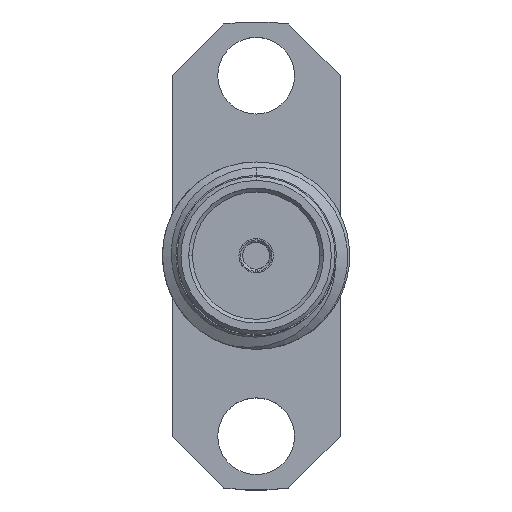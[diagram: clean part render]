
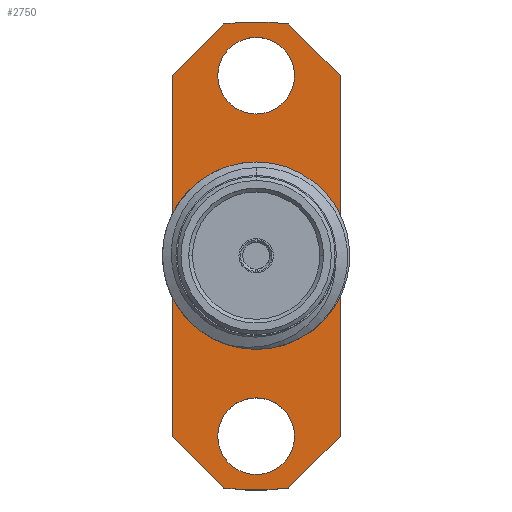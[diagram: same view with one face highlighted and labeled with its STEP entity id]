
A CAD part, top view. The second image highlights one B-rep face of the part: STEP entity #2750.
In plain terms, the highlighted planar face has unit normal (0, 0, 1).
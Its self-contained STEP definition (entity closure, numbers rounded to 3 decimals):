
#85 = CARTESIAN_POINT ( 'NONE',  ( -1.096, -7.864, 0. ) ) ;
#104 = DIRECTION ( 'NONE',  ( 0., 0., 1. ) ) ;
#124 = EDGE_CURVE ( 'NONE', #3624, #183, #1440, .T. ) ;
#150 = AXIS2_PLACEMENT_3D ( 'NONE', #3346, #1824, #3296 ) ;
#174 = ORIENTED_EDGE ( 'NONE', *, *, #2280, .F. ) ;
#183 = VERTEX_POINT ( 'NONE', #4516 ) ;
#230 = CARTESIAN_POINT ( 'NONE',  ( -2.85, -6.11, 0. ) ) ;
#239 = CARTESIAN_POINT ( 'NONE',  ( 2.825, 0., 0. ) ) ;
#245 = AXIS2_PLACEMENT_3D ( 'NONE', #3668, #598, #1392 ) ;
#385 = DIRECTION ( 'NONE',  ( 1., 0., 0. ) ) ;
#395 = FACE_BOUND ( 'NONE', #2404, .T. ) ;
#471 = VECTOR ( 'NONE', #4023, 1000. ) ;
#557 = VERTEX_POINT ( 'NONE', #3630 ) ;
#568 = VERTEX_POINT ( 'NONE', #4770 ) ;
#598 = DIRECTION ( 'NONE',  ( 0., 0., 1. ) ) ;
#657 = AXIS2_PLACEMENT_3D ( 'NONE', #4515, #1504, #1925 ) ;
#672 = VERTEX_POINT ( 'NONE', #2613 ) ;
#761 = VECTOR ( 'NONE', #4389, 1000. ) ;
#768 = CIRCLE ( 'NONE', #1244, 2.825 ) ;
#770 = VERTEX_POINT ( 'NONE', #1446 ) ;
#891 = EDGE_CURVE ( 'NONE', #4522, #568, #768, .T. ) ;
#912 = AXIS2_PLACEMENT_3D ( 'NONE', #1094, #2288, #3374 ) ;
#956 = ORIENTED_EDGE ( 'NONE', *, *, #4635, .F. ) ;
#972 = CARTESIAN_POINT ( 'NONE',  ( -2.85, 6.11, 0. ) ) ;
#996 = CARTESIAN_POINT ( 'NONE',  ( 0., 0., 0. ) ) ;
#1012 = PLANE ( 'NONE',  #245 ) ;
#1014 = EDGE_CURVE ( 'NONE', #557, #3015, #3375, .T. ) ;
#1094 = CARTESIAN_POINT ( 'NONE',  ( 0., -6.11, 0. ) ) ;
#1129 = CIRCLE ( 'NONE', #4855, 1.3 ) ;
#1186 = VERTEX_POINT ( 'NONE', #4317 ) ;
#1191 = CIRCLE ( 'NONE', #2354, 1.3 ) ;
#1231 = CARTESIAN_POINT ( 'NONE',  ( 2.85, -6.11, 0. ) ) ;
#1235 = CIRCLE ( 'NONE', #150, 7.94 ) ;
#1244 = AXIS2_PLACEMENT_3D ( 'NONE', #996, #3697, #1802 ) ;
#1262 = VECTOR ( 'NONE', #2408, 1000. ) ;
#1306 = DIRECTION ( 'NONE',  ( 0., -1., 0. ) ) ;
#1315 = LINE ( 'NONE', #1327, #3209 ) ;
#1327 = CARTESIAN_POINT ( 'NONE',  ( 2.85, 6.11, 0. ) ) ;
#1345 = VERTEX_POINT ( 'NONE', #85 ) ;
#1352 = CARTESIAN_POINT ( 'NONE',  ( 1.3, -6.11, 0. ) ) ;
#1392 = DIRECTION ( 'NONE',  ( 1., 0., 0. ) ) ;
#1400 = CARTESIAN_POINT ( 'NONE',  ( 2.85, 6.11, 0. ) ) ;
#1429 = VECTOR ( 'NONE', #1306, 1000. ) ;
#1440 = LINE ( 'NONE', #972, #2446 ) ;
#1446 = CARTESIAN_POINT ( 'NONE',  ( 2.85, -6.11, 0. ) ) ;
#1477 = LINE ( 'NONE', #1231, #471 ) ;
#1504 = DIRECTION ( 'NONE',  ( 0., 0., 1. ) ) ;
#1577 = VERTEX_POINT ( 'NONE', #4021 ) ;
#1757 = EDGE_CURVE ( 'NONE', #1345, #672, #2241, .T. ) ;
#1762 = VERTEX_POINT ( 'NONE', #1352 ) ;
#1802 = DIRECTION ( 'NONE',  ( 1., 0., 0. ) ) ;
#1824 = DIRECTION ( 'NONE',  ( 0., 0., 1. ) ) ;
#1855 = ORIENTED_EDGE ( 'NONE', *, *, #3241, .F. ) ;
#1925 = DIRECTION ( 'NONE',  ( 1., 0., 0. ) ) ;
#2031 = CARTESIAN_POINT ( 'NONE',  ( 1.096, 7.864, 0. ) ) ;
#2062 = CARTESIAN_POINT ( 'NONE',  ( 2.85, -7.411, 0. ) ) ;
#2112 = DIRECTION ( 'NONE',  ( -0.707, -0.707, 0. ) ) ;
#2241 = LINE ( 'NONE', #230, #761 ) ;
#2280 = EDGE_CURVE ( 'NONE', #568, #4522, #2887, .T. ) ;
#2288 = DIRECTION ( 'NONE',  ( 0., 0., 1. ) ) ;
#2296 = FACE_BOUND ( 'NONE', #3342, .T. ) ;
#2354 = AXIS2_PLACEMENT_3D ( 'NONE', #3037, #3409, #4191 ) ;
#2370 = CARTESIAN_POINT ( 'NONE',  ( -1.096, 7.864, 0. ) ) ;
#2375 = VERTEX_POINT ( 'NONE', #2031 ) ;
#2404 = EDGE_LOOP ( 'NONE', ( #174, #3933 ) ) ;
#2408 = DIRECTION ( 'NONE',  ( 0., 1., 0. ) ) ;
#2436 = LINE ( 'NONE', #3222, #1429 ) ;
#2446 = VECTOR ( 'NONE', #2112, 1000. ) ;
#2467 = ORIENTED_EDGE ( 'NONE', *, *, #124, .T. ) ;
#2476 = DIRECTION ( 'NONE',  ( 0.707, -0.707, 0. ) ) ;
#2595 = EDGE_CURVE ( 'NONE', #2375, #3624, #1235, .T. ) ;
#2613 = CARTESIAN_POINT ( 'NONE',  ( -2.85, -6.11, 0. ) ) ;
#2638 = ORIENTED_EDGE ( 'NONE', *, *, #4836, .T. ) ;
#2647 = DIRECTION ( 'NONE',  ( 0., 0., 1. ) ) ;
#2687 = EDGE_CURVE ( 'NONE', #1762, #1186, #3178, .T. ) ;
#2750 = ADVANCED_FACE ( 'NONE', ( #395, #4323, #2769, #2296 ), #1012, .T. ) ;
#2769 = FACE_BOUND ( 'NONE', #3818, .T. ) ;
#2887 = CIRCLE ( 'NONE', #3377, 2.825 ) ;
#3015 = VERTEX_POINT ( 'NONE', #3764 ) ;
#3037 = CARTESIAN_POINT ( 'NONE',  ( 0., -6.11, 0. ) ) ;
#3178 = CIRCLE ( 'NONE', #912, 1.3 ) ;
#3209 = VECTOR ( 'NONE', #2476, 1000. ) ;
#3222 = CARTESIAN_POINT ( 'NONE',  ( -2.85, -7.411, 0. ) ) ;
#3239 = ORIENTED_EDGE ( 'NONE', *, *, #2687, .F. ) ;
#3241 = EDGE_CURVE ( 'NONE', #3015, #557, #1129, .T. ) ;
#3264 = ORIENTED_EDGE ( 'NONE', *, *, #3358, .T. ) ;
#3296 = DIRECTION ( 'NONE',  ( 1., 0., 0. ) ) ;
#3342 = EDGE_LOOP ( 'NONE', ( #1855, #4588 ) ) ;
#3346 = CARTESIAN_POINT ( 'NONE',  ( 0., 0., 0. ) ) ;
#3358 = EDGE_CURVE ( 'NONE', #183, #672, #2436, .T. ) ;
#3374 = DIRECTION ( 'NONE',  ( 1., 0., 0. ) ) ;
#3375 = CIRCLE ( 'NONE', #3430, 1.3 ) ;
#3377 = AXIS2_PLACEMENT_3D ( 'NONE', #4647, #104, #3536 ) ;
#3409 = DIRECTION ( 'NONE',  ( 0., 0., 1. ) ) ;
#3430 = AXIS2_PLACEMENT_3D ( 'NONE', #4927, #2647, #385 ) ;
#3509 = CARTESIAN_POINT ( 'NONE',  ( 0., 6.11, 0. ) ) ;
#3536 = DIRECTION ( 'NONE',  ( 1., 0., 0. ) ) ;
#3624 = VERTEX_POINT ( 'NONE', #2370 ) ;
#3630 = CARTESIAN_POINT ( 'NONE',  ( -1.3, 6.11, 0. ) ) ;
#3668 = CARTESIAN_POINT ( 'NONE',  ( 0., 0., 0. ) ) ;
#3697 = DIRECTION ( 'NONE',  ( 0., 0., 1. ) ) ;
#3730 = EDGE_CURVE ( 'NONE', #770, #3953, #4644, .T. ) ;
#3764 = CARTESIAN_POINT ( 'NONE',  ( 1.3, 6.11, 0. ) ) ;
#3818 = EDGE_LOOP ( 'NONE', ( #3239, #956 ) ) ;
#3905 = DIRECTION ( 'NONE',  ( 1., 0., 0. ) ) ;
#3933 = ORIENTED_EDGE ( 'NONE', *, *, #891, .F. ) ;
#3947 = ORIENTED_EDGE ( 'NONE', *, *, #4297, .F. ) ;
#3953 = VERTEX_POINT ( 'NONE', #1400 ) ;
#3964 = ORIENTED_EDGE ( 'NONE', *, *, #1757, .F. ) ;
#4021 = CARTESIAN_POINT ( 'NONE',  ( 1.096, -7.864, 0. ) ) ;
#4023 = DIRECTION ( 'NONE',  ( 0.707, 0.707, 0. ) ) ;
#4111 = EDGE_CURVE ( 'NONE', #1345, #1577, #4762, .T. ) ;
#4191 = DIRECTION ( 'NONE',  ( 1., 0., 0. ) ) ;
#4273 = DIRECTION ( 'NONE',  ( 0., 0., 1. ) ) ;
#4297 = EDGE_CURVE ( 'NONE', #2375, #3953, #1315, .T. ) ;
#4317 = CARTESIAN_POINT ( 'NONE',  ( -1.3, -6.11, 0. ) ) ;
#4323 = FACE_OUTER_BOUND ( 'NONE', #4747, .T. ) ;
#4389 = DIRECTION ( 'NONE',  ( -0.707, 0.707, 0. ) ) ;
#4438 = ORIENTED_EDGE ( 'NONE', *, *, #2595, .T. ) ;
#4486 = ORIENTED_EDGE ( 'NONE', *, *, #3730, .T. ) ;
#4515 = CARTESIAN_POINT ( 'NONE',  ( 0., 0., 0. ) ) ;
#4516 = CARTESIAN_POINT ( 'NONE',  ( -2.85, 6.11, 0. ) ) ;
#4522 = VERTEX_POINT ( 'NONE', #239 ) ;
#4588 = ORIENTED_EDGE ( 'NONE', *, *, #1014, .F. ) ;
#4635 = EDGE_CURVE ( 'NONE', #1186, #1762, #1191, .T. ) ;
#4644 = LINE ( 'NONE', #2062, #1262 ) ;
#4647 = CARTESIAN_POINT ( 'NONE',  ( 0., 0., 0. ) ) ;
#4662 = ORIENTED_EDGE ( 'NONE', *, *, #4111, .T. ) ;
#4747 = EDGE_LOOP ( 'NONE', ( #2638, #4486, #3947, #4438, #2467, #3264, #3964, #4662 ) ) ;
#4762 = CIRCLE ( 'NONE', #657, 7.94 ) ;
#4770 = CARTESIAN_POINT ( 'NONE',  ( -2.825, 0., 0. ) ) ;
#4836 = EDGE_CURVE ( 'NONE', #1577, #770, #1477, .T. ) ;
#4855 = AXIS2_PLACEMENT_3D ( 'NONE', #3509, #4273, #3905 ) ;
#4927 = CARTESIAN_POINT ( 'NONE',  ( 0., 6.11, 0. ) ) ;
